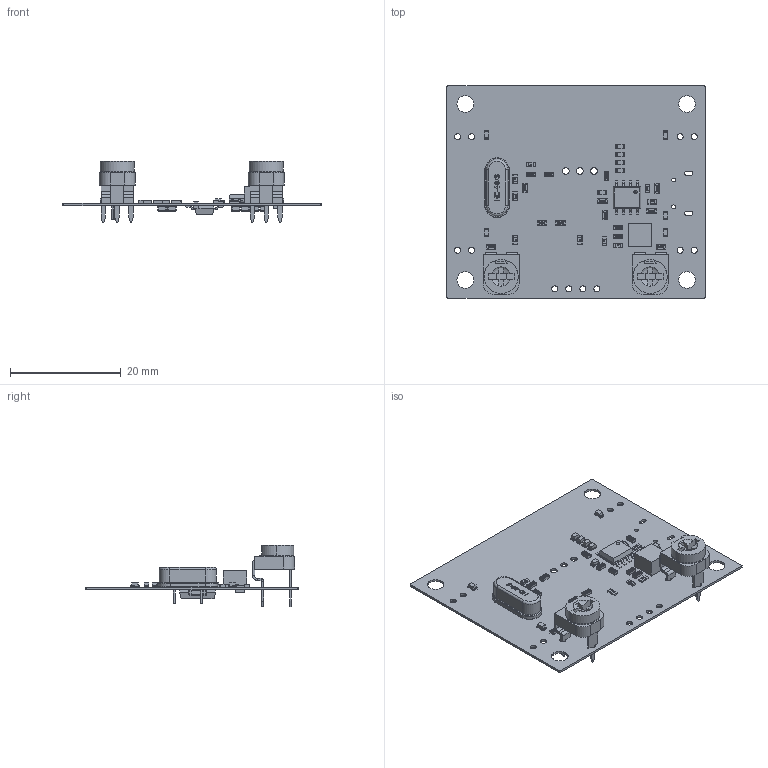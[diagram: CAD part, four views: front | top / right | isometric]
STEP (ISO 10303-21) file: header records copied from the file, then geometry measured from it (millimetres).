
FILE_DESCRIPTION(('Open CASCADE Model'),'2;1');
FILE_NAME('Open CASCADE Shape Model','2022-05-15T11:39:35',('Author'),( 'Open CASCADE'),'Open CASCADE STEP processor 6.8','Open CASCADE 6.8' ,'Unknown');
FILE_SCHEMA(('AUTOMOTIVE_DESIGN { 1 0 10303 214 1 1 1 1 }'));
Length unit declared in the file: millimetre
Products named in the file (74): PCB; Board; Open CASCADE STEP translator 6.8 1.1.1; R11; User_Library-RES_1609-0603; R10; LED8; RED0603; 27974; 27974_01; 27974_02; 27974_03; 27974_04; 27974_05; LED7; LED6; LED1; R8; R12; X1; hc-49s_n; R17; C14; User_Library-0603_SMD_Capacitor; C15; C4; C1206; C3; RP2; RM065; LOGO?; RP1; R15; R14; R13; R7; LED9; LED10; C8; C5 ...
Assembly tree (112 placements, depth 5):
  PCB
    Board
      Open CASCADE STEP translator 6.8 1.1.1
    R11
      User_Library-RES_1609-0603
    R10
      User_Library-RES_1609-0603
    LED8
      RED0603
        27974
          27974_01
          27974_02
          27974_03
          27974_04
          27974_05
    LED7
      RED0603
        27974
          27974_01
          27974_02
          27974_03
          27974_04
          27974_05
    LED6
      RED0603
        27974
          27974_01
          27974_02
          27974_03
          27974_04
          27974_05
    LED1
      RED0603
        27974
          27974_01
          27974_02
          27974_03
          27974_04
          27974_05
    R8
      User_Library-RES_1609-0603
    R12
      User_Library-RES_1609-0603
    X1
      hc-49s_n
    R17
      User_Library-RES_1609-0603
    C14
      User_Library-0603_SMD_Capacitor
    C15
      User_Library-0603_SMD_Capacitor
    C4
      C1206
    C3
      C1206
    RP2
      RM065
        RM065
        LOGO?
    RP1
Bounding box: 46.61 x 38.36 x 11.1 mm (x, y, z)
Volume: 1320.3 mm3; surface area: 5182.4 mm2
Topology: 174 solids, 174 shells, 4373 faces, 10824 edges, 6896 vertices
Faces by surface type: plane 2440, bspline 1344, cylinder 445, sphere 120, torus 24
Full cylindrical faces by diameter (mm): 0.7 x4, 1.1 x18, 1.2 x3, 3 x4
Entity records: 44546 total; most frequent: CARTESIAN_POINT 15185, ORIENTED_EDGE 4942, DIRECTION 4288, EDGE_CURVE 2471, LINE 1786, VECTOR 1786, VERTEX_POINT 1594, AXIS2_PLACEMENT_3D 1251
